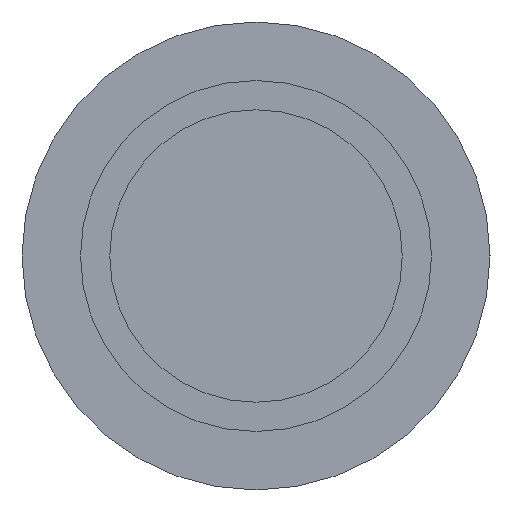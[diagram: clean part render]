
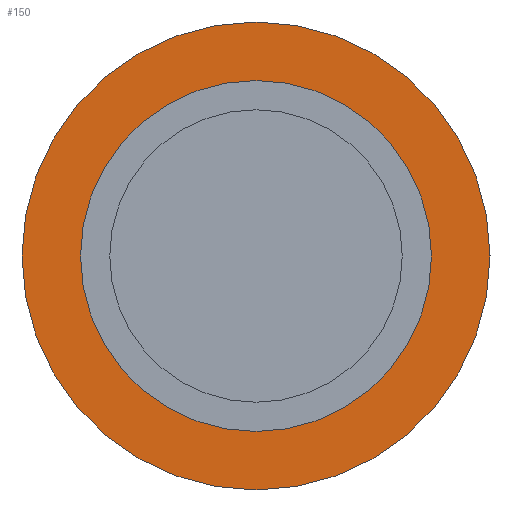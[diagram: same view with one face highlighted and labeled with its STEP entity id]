
A CAD part, left-side view. The second image highlights one B-rep face of the part: STEP entity #150.
In plain terms, the highlighted planar face has unit normal (-1, 0, 0).
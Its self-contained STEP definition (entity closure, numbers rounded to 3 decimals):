
#19 = EDGE_CURVE ( 'NONE', #20, #21, #240, .T. ) ;
#20 = VERTEX_POINT ( 'NONE', #291 ) ;
#21 = VERTEX_POINT ( 'NONE', #290 ) ;
#114 = VERTEX_POINT ( 'NONE', #626 ) ;
#116 = EDGE_CURVE ( 'NONE', #114, #117, #489, .T. ) ;
#117 = VERTEX_POINT ( 'NONE', #484 ) ;
#127 = EDGE_LOOP ( 'NONE', ( #128, #130 ) ) ;
#128 = ORIENTED_EDGE ( 'NONE', *, *, #129, .F. ) ;
#129 = EDGE_CURVE ( 'NONE', #117, #114, #571, .T. ) ;
#130 = ORIENTED_EDGE ( 'NONE', *, *, #116, .F. ) ;
#131 = EDGE_LOOP ( 'NONE', ( #132, #133 ) ) ;
#132 = ORIENTED_EDGE ( 'NONE', *, *, #142, .T. ) ;
#133 = ORIENTED_EDGE ( 'NONE', *, *, #19, .T. ) ;
#142 = EDGE_CURVE ( 'NONE', #21, #20, #674, .T. ) ;
#150 = ADVANCED_FACE ( 'NONE', ( #659, #658 ), #657, .F. ) ;
#236 = DIRECTION ( 'NONE',  ( 0., 0., -1. ) ) ;
#237 = DIRECTION ( 'NONE',  ( 1., 0., 0. ) ) ;
#238 = CARTESIAN_POINT ( 'NONE',  ( 54., 0., 0. ) ) ;
#239 = AXIS2_PLACEMENT_3D ( 'NONE', #238, #237, #236 ) ;
#240 = CIRCLE ( 'NONE', #239, 6. ) ;
#290 = CARTESIAN_POINT ( 'NONE',  ( 54., 0., 6. ) ) ;
#291 = CARTESIAN_POINT ( 'NONE',  ( 54., 0., -6. ) ) ;
#484 = CARTESIAN_POINT ( 'NONE',  ( 54., 0., 8. ) ) ;
#485 = DIRECTION ( 'NONE',  ( 0., 0., -1. ) ) ;
#486 = DIRECTION ( 'NONE',  ( 1., 0., 0. ) ) ;
#487 = CARTESIAN_POINT ( 'NONE',  ( 54., 0., 0. ) ) ;
#488 = AXIS2_PLACEMENT_3D ( 'NONE', #487, #486, #485 ) ;
#489 = CIRCLE ( 'NONE', #488, 8. ) ;
#568 = DIRECTION ( 'NONE',  ( 0., 0., -1. ) ) ;
#569 = DIRECTION ( 'NONE',  ( 1., 0., 0. ) ) ;
#570 = AXIS2_PLACEMENT_3D ( 'NONE', #577, #569, #568 ) ;
#571 = CIRCLE ( 'NONE', #570, 8. ) ;
#577 = CARTESIAN_POINT ( 'NONE',  ( 54., 0., 0. ) ) ;
#626 = CARTESIAN_POINT ( 'NONE',  ( 54., 0., -8. ) ) ;
#653 = DIRECTION ( 'NONE',  ( 0., 0., -1. ) ) ;
#654 = DIRECTION ( 'NONE',  ( 1., 0., 0. ) ) ;
#655 = CARTESIAN_POINT ( 'NONE',  ( 54., 0., 0. ) ) ;
#656 = AXIS2_PLACEMENT_3D ( 'NONE', #655, #654, #653 ) ;
#657 = PLANE ( 'NONE',  #656 ) ;
#658 = FACE_BOUND ( 'NONE', #131, .T. ) ;
#659 = FACE_OUTER_BOUND ( 'NONE', #127, .T. ) ;
#671 = DIRECTION ( 'NONE',  ( 0., 0., -1. ) ) ;
#672 = DIRECTION ( 'NONE',  ( 1., 0., 0. ) ) ;
#673 = AXIS2_PLACEMENT_3D ( 'NONE', #678, #672, #671 ) ;
#674 = CIRCLE ( 'NONE', #673, 6. ) ;
#678 = CARTESIAN_POINT ( 'NONE',  ( 54., 0., 0. ) ) ;
